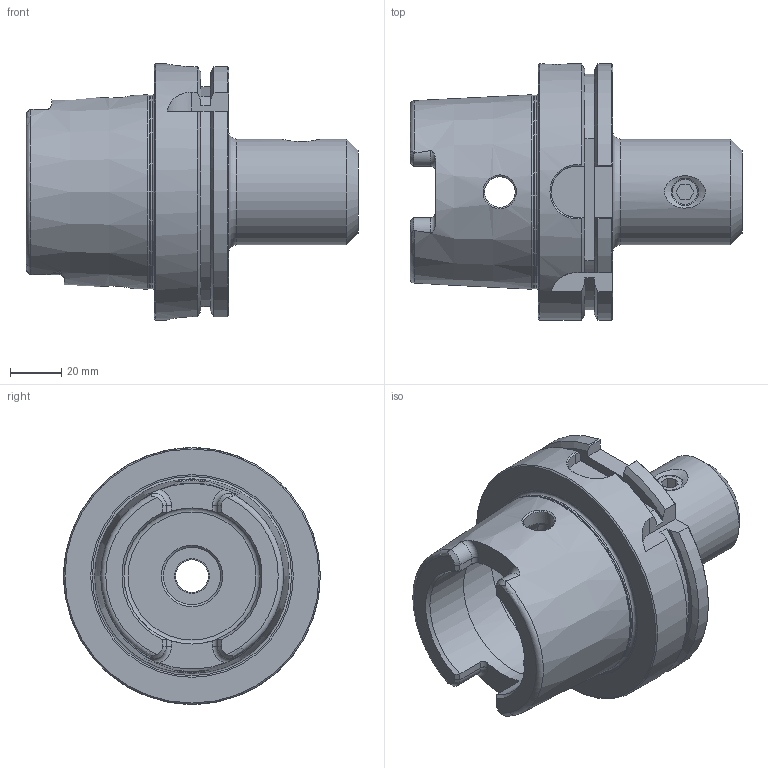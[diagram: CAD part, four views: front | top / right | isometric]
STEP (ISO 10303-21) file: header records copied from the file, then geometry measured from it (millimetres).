
FILE_DESCRIPTION((''),'2;1');
FILE_NAME('H100-50EM3.stp','2014-08-11T16:51:29',('kaykin'),(''),'Autodesk Inventor 2012','Autodesk Inventor 2012','');
FILE_SCHEMA(('AUTOMOTIVE_DESIGN { 1 0 10303 214 1 1 1 1 }'));
Length unit declared in the file: inch
Products named in the file (3): H100-50EM3; H100-50EM3-1; 029-917
Assembly tree (2 placements, depth 2):
  H100-50EM3
    H100-50EM3-1
    029-917
Bounding box: 129.38 x 100 x 100 mm (x, y, z)
Volume: 313087.3 mm3; surface area: 58748.8 mm2
Topology: 2 solids, 2 shells, 139 faces, 354 edges, 223 vertices
Faces by surface type: plane 52, cylinder 35, cone 28, torus 13, bspline 11
Full cylindrical faces by diameter (mm): 9.728 x1, 10 x1, 11.113 x1, 12 x2, 12.7 x1, 13.462 x1, 22.377 x1, 25.016 x1, 41.275 x1, 53 x2, 63 x1, 75.364 x1, 100 x1
Entity records: 5001 total; most frequent: CARTESIAN_POINT 1806, ORIENTED_EDGE 616, DIRECTION 583, EDGE_CURVE 308, AXIS2_PLACEMENT_3D 238, VERTEX_POINT 211, EDGE_LOOP 185, FACE_OUTER_BOUND 139
